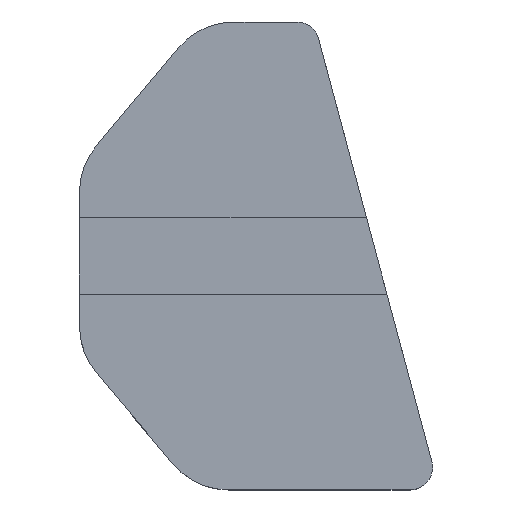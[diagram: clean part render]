
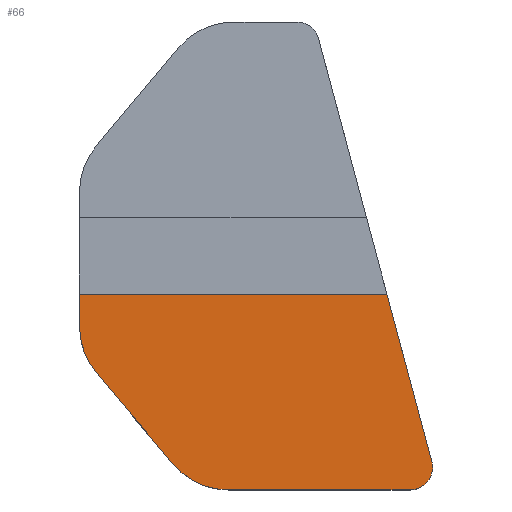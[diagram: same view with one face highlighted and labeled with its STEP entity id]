
A CAD part, top view. The second image highlights one B-rep face of the part: STEP entity #66.
In plain terms, the highlighted planar face has unit normal (0, 0, 1).
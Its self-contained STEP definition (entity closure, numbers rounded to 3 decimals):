
#39=CIRCLE('',#502,16.);
#40=CIRCLE('',#503,16.);
#41=CIRCLE('',#504,5.);
#66=ADVANCED_FACE('',(#104),#87,.T.);
#87=PLANE('',#505);
#104=FACE_OUTER_BOUND('',#126,.T.);
#126=EDGE_LOOP('',(#165,#166,#167,#168,#169,#170,#171,#172));
#165=ORIENTED_EDGE('',*,*,#321,.F.);
#166=ORIENTED_EDGE('',*,*,#322,.T.);
#167=ORIENTED_EDGE('',*,*,#323,.T.);
#168=ORIENTED_EDGE('',*,*,#324,.T.);
#169=ORIENTED_EDGE('',*,*,#325,.F.);
#170=ORIENTED_EDGE('',*,*,#326,.T.);
#171=ORIENTED_EDGE('',*,*,#327,.F.);
#172=ORIENTED_EDGE('',*,*,#328,.T.);
#277=VERTEX_POINT('',#721);
#278=VERTEX_POINT('',#722);
#279=VERTEX_POINT('',#724);
#280=VERTEX_POINT('',#726);
#281=VERTEX_POINT('',#728);
#282=VERTEX_POINT('',#730);
#283=VERTEX_POINT('',#732);
#284=VERTEX_POINT('',#734);
#321=EDGE_CURVE('',#277,#278,#377,.T.);
#322=EDGE_CURVE('',#277,#279,#39,.T.);
#323=EDGE_CURVE('',#279,#280,#378,.T.);
#324=EDGE_CURVE('',#280,#281,#40,.T.);
#325=EDGE_CURVE('',#282,#281,#379,.T.);
#326=EDGE_CURVE('',#282,#283,#41,.T.);
#327=EDGE_CURVE('',#284,#283,#380,.T.);
#328=EDGE_CURVE('',#284,#278,#381,.T.);
#377=LINE('',#720,#421);
#378=LINE('',#725,#422);
#379=LINE('',#729,#423);
#380=LINE('',#733,#424);
#381=LINE('',#735,#425);
#421=VECTOR('',#568,1.);
#422=VECTOR('',#571,1.);
#423=VECTOR('',#574,1.);
#424=VECTOR('',#577,1.);
#425=VECTOR('',#578,1.);
#502=AXIS2_PLACEMENT_3D('',#723,#569,#570);
#503=AXIS2_PLACEMENT_3D('',#727,#572,#573);
#504=AXIS2_PLACEMENT_3D('',#731,#575,#576);
#505=AXIS2_PLACEMENT_3D('',#736,#579,#580);
#568=DIRECTION('',(0.,1.,0.));
#569=DIRECTION('',(0.,0.,1.));
#570=DIRECTION('',(1.,0.,0.));
#571=DIRECTION('',(0.643,-0.766,0.));
#572=DIRECTION('',(0.,0.,1.));
#573=DIRECTION('',(1.,0.,0.));
#574=DIRECTION('',(-1.,0.,0.));
#575=DIRECTION('',(0.,0.,1.));
#576=DIRECTION('',(1.,0.,0.));
#577=DIRECTION('',(0.259,-0.966,0.));
#578=DIRECTION('',(-1.,0.,0.));
#579=DIRECTION('',(0.,0.,1.));
#580=DIRECTION('',(1.,0.,0.));
#720=CARTESIAN_POINT('',(-66.667,-24.,0.));
#721=CARTESIAN_POINT('',(-66.667,-15.653,0.));
#722=CARTESIAN_POINT('',(-66.667,-8.5,0.));
#723=CARTESIAN_POINT('',(-50.667,-15.653,0.));
#724=CARTESIAN_POINT('',(-62.923,-25.937,0.));
#725=CARTESIAN_POINT('',(-69.946,-17.567,0.));
#726=CARTESIAN_POINT('',(-45.85,-46.285,0.));
#727=CARTESIAN_POINT('',(-33.593,-36.,0.));
#728=CARTESIAN_POINT('',(-33.593,-52.,0.));
#729=CARTESIAN_POINT('',(13.333,-52.,0.));
#730=CARTESIAN_POINT('',(6.817,-52.,0.));
#731=CARTESIAN_POINT('',(6.817,-47.,0.));
#732=CARTESIAN_POINT('',(11.647,-45.706,0.));
#733=CARTESIAN_POINT('',(-14.533,52.,0.));
#734=CARTESIAN_POINT('',(1.678,-8.5,0.));
#735=CARTESIAN_POINT('',(1.671,-8.5,0.));
#736=CARTESIAN_POINT('',(-21.6,23.,0.));
